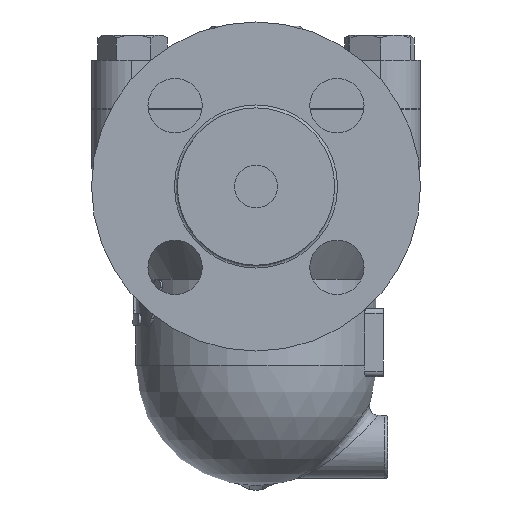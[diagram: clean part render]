
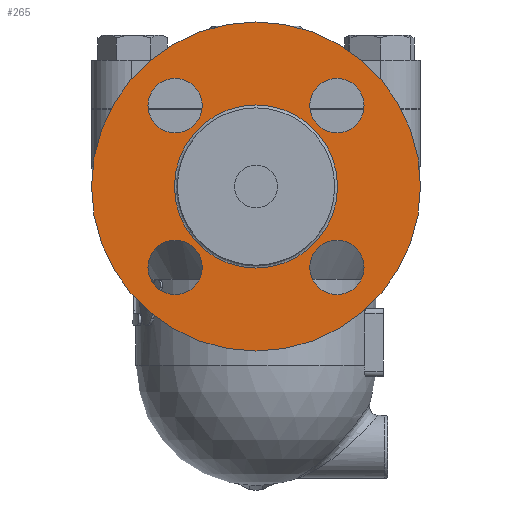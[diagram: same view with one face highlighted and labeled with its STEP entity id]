
A CAD part, left-side view. The second image highlights one B-rep face of the part: STEP entity #265.
In plain terms, the highlighted free-form (B-spline) face has degree [1, 1] with [2, 2] control points.
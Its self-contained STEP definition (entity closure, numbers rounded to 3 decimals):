
#179=CARTESIAN_POINT('',(-108.5,0.0,1.5));
#180=VERTEX_POINT('',#179);
#181=CARTESIAN_POINT('',(-108.5,0.0,-27.));
#182=DIRECTION('',(-1.0,0.0,0.0));
#183=DIRECTION('',(0.0,0.0,-1.0));
#184=AXIS2_PLACEMENT_3D('',#181,#182,#183);
#185=CIRCLE('',#184,28.5);
#186=EDGE_CURVE('',#180,#180,#185,.T.);
#202=CARTESIAN_POINT('',(-108.5,57.5,30.5));
#203=CARTESIAN_POINT('',(-108.5,57.5,-84.5));
#204=CARTESIAN_POINT('',(-108.5,-57.5,30.5));
#205=CARTESIAN_POINT('',(-108.5,-57.5,-84.5));
#206=B_SPLINE_SURFACE_WITH_KNOTS('',1,1,((#202,#204),(#203,#205)),.UNSPECIFIED.,.F.,.F.,.U.,(2,2),(2,2),(0.0,115.0),(0.0,115.0),.UNSPECIFIED.);
#207=CARTESIAN_POINT('',(-108.5,0.0,30.5));
#208=VERTEX_POINT('',#207);
#209=CARTESIAN_POINT('',(-108.5,0.0,-27.));
#210=DIRECTION('',(-1.0,0.0,0.0));
#211=DIRECTION('',(0.0,0.0,1.0));
#212=AXIS2_PLACEMENT_3D('',#209,#210,#211);
#213=CIRCLE('',#212,57.5);
#214=EDGE_CURVE('',#208,#208,#213,.T.);
#215=ORIENTED_EDGE('',*,*,#214,.T.);
#216=EDGE_LOOP('',(#215));
#217=FACE_OUTER_BOUND('',#216,.T.);
#218=CARTESIAN_POINT('',(-108.5,28.284,-8.216));
#219=VERTEX_POINT('',#218);
#220=CARTESIAN_POINT('',(-108.5,28.284,1.284));
#221=DIRECTION('',(1.0,0.0,0.0));
#222=DIRECTION('',(0.0,0.0,-1.0));
#223=AXIS2_PLACEMENT_3D('',#220,#221,#222);
#224=CIRCLE('',#223,9.5);
#225=EDGE_CURVE('',#219,#219,#224,.T.);
#226=ORIENTED_EDGE('',*,*,#225,.T.);
#227=EDGE_LOOP('',(#226));
#228=FACE_BOUND('',#227,.T.);
#229=CARTESIAN_POINT('',(-108.5,18.784,-55.284));
#230=VERTEX_POINT('',#229);
#231=CARTESIAN_POINT('',(-108.5,28.284,-55.284));
#232=DIRECTION('',(1.0,0.0,0.0));
#233=DIRECTION('',(0.0,-1.0,0.0));
#234=AXIS2_PLACEMENT_3D('',#231,#232,#233);
#235=CIRCLE('',#234,9.5);
#236=EDGE_CURVE('',#230,#230,#235,.T.);
#237=ORIENTED_EDGE('',*,*,#236,.T.);
#238=EDGE_LOOP('',(#237));
#239=FACE_BOUND('',#238,.T.);
#240=CARTESIAN_POINT('',(-108.5,-28.284,-45.784));
#241=VERTEX_POINT('',#240);
#242=CARTESIAN_POINT('',(-108.5,-28.284,-55.284));
#243=DIRECTION('',(1.0,0.0,0.0));
#244=DIRECTION('',(0.0,0.0,1.0));
#245=AXIS2_PLACEMENT_3D('',#242,#243,#244);
#246=CIRCLE('',#245,9.5);
#247=EDGE_CURVE('',#241,#241,#246,.T.);
#248=ORIENTED_EDGE('',*,*,#247,.T.);
#249=EDGE_LOOP('',(#248));
#250=FACE_BOUND('',#249,.T.);
#251=CARTESIAN_POINT('',(-108.5,-18.784,1.284));
#252=VERTEX_POINT('',#251);
#253=CARTESIAN_POINT('',(-108.5,-28.284,1.284));
#254=DIRECTION('',(1.0,0.0,0.0));
#255=DIRECTION('',(0.0,1.0,0.0));
#256=AXIS2_PLACEMENT_3D('',#253,#254,#255);
#257=CIRCLE('',#256,9.5);
#258=EDGE_CURVE('',#252,#252,#257,.T.);
#259=ORIENTED_EDGE('',*,*,#258,.T.);
#260=EDGE_LOOP('',(#259));
#261=FACE_BOUND('',#260,.T.);
#262=ORIENTED_EDGE('',*,*,#186,.F.);
#263=EDGE_LOOP('',(#262));
#264=FACE_BOUND('',#263,.T.);
#265=ADVANCED_FACE('',(#217,#228,#239,#250,#261,#264),#206,.T.);
